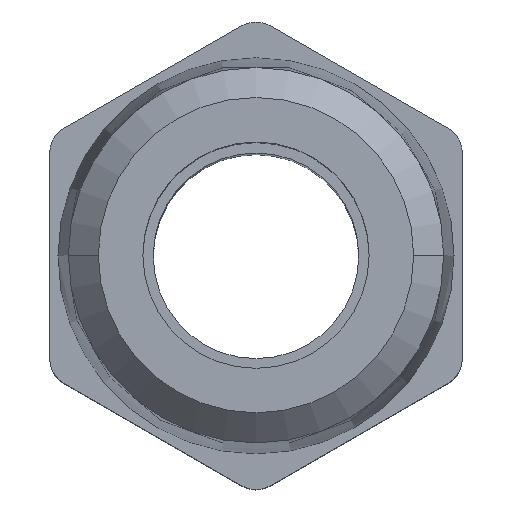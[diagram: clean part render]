
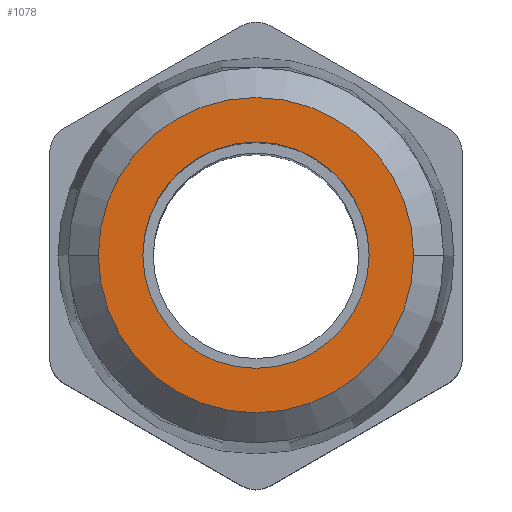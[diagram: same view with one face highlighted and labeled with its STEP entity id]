
A CAD part, top view. The second image highlights one B-rep face of the part: STEP entity #1078.
In plain terms, the highlighted planar face has unit normal (0, 0, 1).
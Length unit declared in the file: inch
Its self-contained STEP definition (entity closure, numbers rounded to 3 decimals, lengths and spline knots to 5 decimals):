
#47 = DIRECTION ( 'NONE',  ( 1., 0., 0. ) ) ;
#72 = VERTEX_POINT ( 'NONE', #470 ) ;
#81 = DIRECTION ( 'NONE',  ( 0., 0., 1. ) ) ;
#119 = AXIS2_PLACEMENT_3D ( 'NONE', #1130, #581, #47 ) ;
#125 = FACE_OUTER_BOUND ( 'NONE', #789, .T. ) ;
#131 = CARTESIAN_POINT ( 'NONE',  ( 0., 0., 0.504 ) ) ;
#133 = CARTESIAN_POINT ( 'NONE',  ( 0., 0., 0.504 ) ) ;
#140 = EDGE_LOOP ( 'NONE', ( #353, #336 ) ) ;
#209 = ORIENTED_EDGE ( 'NONE', *, *, #886, .T. ) ;
#217 = DIRECTION ( 'NONE',  ( 1., 0., 0. ) ) ;
#218 = AXIS2_PLACEMENT_3D ( 'NONE', #438, #81, #706 ) ;
#227 = DIRECTION ( 'NONE',  ( 1., 0., 0. ) ) ;
#271 = AXIS2_PLACEMENT_3D ( 'NONE', #817, #272, #905 ) ;
#272 = DIRECTION ( 'NONE',  ( 0., 0., 1. ) ) ;
#277 = CIRCLE ( 'NONE', #119, 0.12 ) ;
#322 = CARTESIAN_POINT ( 'NONE',  ( -0.1672, 0., 0.504 ) ) ;
#336 = ORIENTED_EDGE ( 'NONE', *, *, #760, .F. ) ;
#353 = ORIENTED_EDGE ( 'NONE', *, *, #794, .F. ) ;
#438 = CARTESIAN_POINT ( 'NONE',  ( 0., 0., 0.504 ) ) ;
#439 = AXIS2_PLACEMENT_3D ( 'NONE', #133, #759, #227 ) ;
#470 = CARTESIAN_POINT ( 'NONE',  ( 0.1672, 0., 0.504 ) ) ;
#535 = AXIS2_PLACEMENT_3D ( 'NONE', #131, #752, #217 ) ;
#549 = EDGE_CURVE ( 'NONE', #863, #72, #1047, .T. ) ;
#556 = CIRCLE ( 'NONE', #439, 0.1672 ) ;
#581 = DIRECTION ( 'NONE',  ( 0., 0., 1. ) ) ;
#582 = CARTESIAN_POINT ( 'NONE',  ( 0.12, 0., 0.504 ) ) ;
#706 = DIRECTION ( 'NONE',  ( 1., 0., 0. ) ) ;
#752 = DIRECTION ( 'NONE',  ( 0., 0., 1. ) ) ;
#759 = DIRECTION ( 'NONE',  ( 0., 0., 1. ) ) ;
#760 = EDGE_CURVE ( 'NONE', #927, #912, #1064, .T. ) ;
#784 = ORIENTED_EDGE ( 'NONE', *, *, #549, .T. ) ;
#789 = EDGE_LOOP ( 'NONE', ( #784, #209 ) ) ;
#794 = EDGE_CURVE ( 'NONE', #912, #927, #277, .T. ) ;
#798 = PLANE ( 'NONE',  #218 ) ;
#817 = CARTESIAN_POINT ( 'NONE',  ( 0., 0., 0.504 ) ) ;
#862 = CARTESIAN_POINT ( 'NONE',  ( -0.12, 0., 0.504 ) ) ;
#863 = VERTEX_POINT ( 'NONE', #322 ) ;
#886 = EDGE_CURVE ( 'NONE', #72, #863, #556, .T. ) ;
#905 = DIRECTION ( 'NONE',  ( 1., 0., 0. ) ) ;
#912 = VERTEX_POINT ( 'NONE', #582 ) ;
#927 = VERTEX_POINT ( 'NONE', #862 ) ;
#1047 = CIRCLE ( 'NONE', #271, 0.1672 ) ;
#1061 = FACE_BOUND ( 'NONE', #140, .T. ) ;
#1064 = CIRCLE ( 'NONE', #535, 0.12 ) ;
#1078 = ADVANCED_FACE ( 'NONE', ( #1061, #125 ), #798, .T. ) ;
#1130 = CARTESIAN_POINT ( 'NONE',  ( 0., 0., 0.504 ) ) ;
